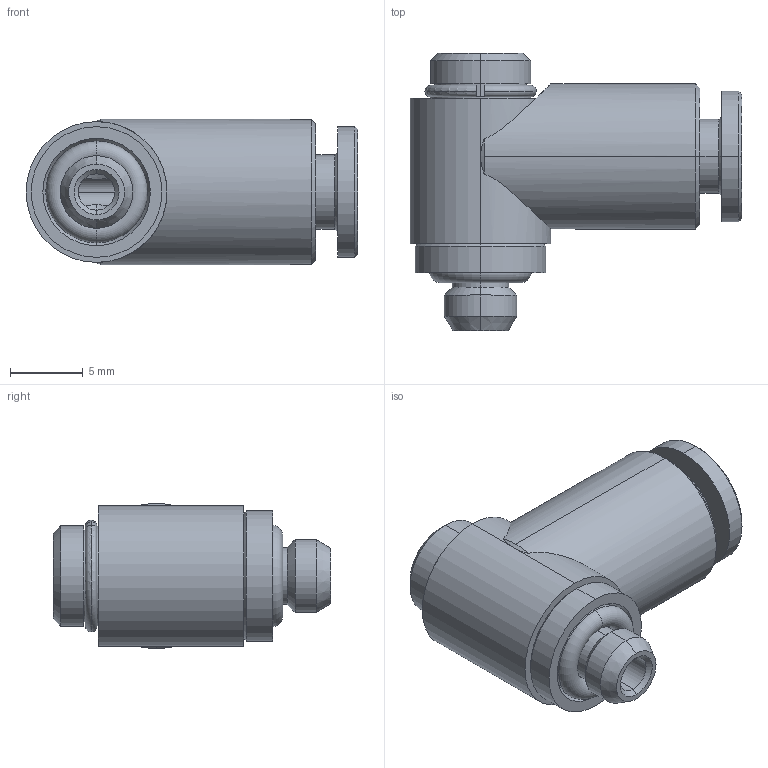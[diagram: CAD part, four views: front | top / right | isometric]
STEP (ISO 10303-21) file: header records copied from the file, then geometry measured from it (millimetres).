
FILE_DESCRIPTION (( 'STEP AP203' ), '1' );
FILE_NAME ('B0100010.STEP', '2012-08-23T13:52:43', ( '' ), ( 'sopra-pneumatic' ), 'SwSTEP 2.0', 'SolidWorks 2011', '' );
FILE_SCHEMA (( 'CONFIG_CONTROL_DESIGN' ));
Length unit declared in the file: millimetre
Products named in the file (1): B0100010
Bounding box: 22.85 x 19.1 x 10 mm (x, y, z)
Volume: 1759.8 mm3; surface area: 1643.7 mm2
Topology: 3 solids, 5 shells, 97 faces, 205 edges, 126 vertices
Faces by surface type: cylinder 33, cone 30, plane 28, torus 6
Entity records: 2897 total; most frequent: CARTESIAN_POINT 704, DIRECTION 472, ORIENTED_EDGE 410, EDGE_CURVE 205, AXIS2_PLACEMENT_3D 198, VERTEX_POINT 126, EDGE_LOOP 109, CIRCLE 100
